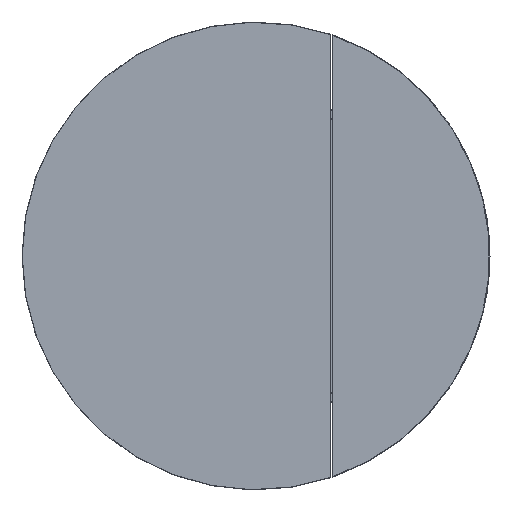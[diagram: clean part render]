
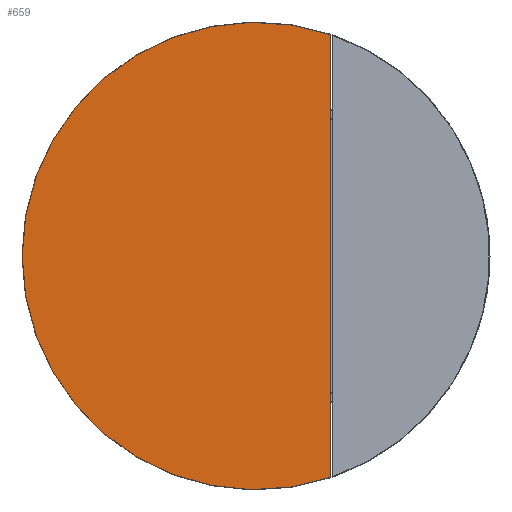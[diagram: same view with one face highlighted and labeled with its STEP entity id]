
A CAD part, top view. The second image highlights one B-rep face of the part: STEP entity #659.
In plain terms, the highlighted planar face has unit normal (0, 0, 1).
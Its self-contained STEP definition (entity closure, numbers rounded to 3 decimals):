
#10 = VERTEX_POINT ( 'NONE', #1198 ) ;
#21 = DIRECTION ( 'NONE',  ( 0., 0., 1. ) ) ;
#49 = PLANE ( 'NONE',  #1026 ) ;
#81 = ORIENTED_EDGE ( 'NONE', *, *, #1023, .T. ) ;
#265 = EDGE_CURVE ( 'NONE', #693, #634, #1035, .T. ) ;
#340 = EDGE_CURVE ( 'NONE', #10, #693, #1127, .T. ) ;
#341 = DIRECTION ( 'NONE',  ( 0., 0., 1. ) ) ;
#419 = DIRECTION ( 'NONE',  ( 1., 0., 0. ) ) ;
#634 = VERTEX_POINT ( 'NONE', #767 ) ;
#659 = ADVANCED_FACE ( 'NONE', ( #1031 ), #49, .T. ) ;
#693 = VERTEX_POINT ( 'NONE', #975 ) ;
#708 = DIRECTION ( 'NONE',  ( 1., 0., 0. ) ) ;
#767 = CARTESIAN_POINT ( 'NONE',  ( -109.5, 250., 150. ) ) ;
#780 = CARTESIAN_POINT ( 'NONE',  ( 290., 250., 150. ) ) ;
#785 = DIRECTION ( 'NONE',  ( 0., 1., 0. ) ) ;
#937 = CIRCLE ( 'NONE', #963, 399.5 ) ;
#947 = DIRECTION ( 'NONE',  ( 1., 0., 0. ) ) ;
#963 = AXIS2_PLACEMENT_3D ( 'NONE', #1680, #21, #947 ) ;
#975 = CARTESIAN_POINT ( 'NONE',  ( 417.5, 628.608, 150. ) ) ;
#1023 = EDGE_CURVE ( 'NONE', #634, #10, #937, .T. ) ;
#1026 = AXIS2_PLACEMENT_3D ( 'NONE', #780, #2313, #419 ) ;
#1031 = FACE_OUTER_BOUND ( 'NONE', #1729, .T. ) ;
#1035 = CIRCLE ( 'NONE', #1606, 399.5 ) ;
#1127 = LINE ( 'NONE', #1560, #1762 ) ;
#1198 = CARTESIAN_POINT ( 'NONE',  ( 417.5, -128.608, 150. ) ) ;
#1363 = ORIENTED_EDGE ( 'NONE', *, *, #340, .T. ) ;
#1463 = CARTESIAN_POINT ( 'NONE',  ( 290., 250., 150. ) ) ;
#1560 = CARTESIAN_POINT ( 'NONE',  ( 417.5, 628.967, 150. ) ) ;
#1606 = AXIS2_PLACEMENT_3D ( 'NONE', #1463, #341, #708 ) ;
#1680 = CARTESIAN_POINT ( 'NONE',  ( 290., 250., 150. ) ) ;
#1729 = EDGE_LOOP ( 'NONE', ( #2091, #81, #1363 ) ) ;
#1762 = VECTOR ( 'NONE', #785, 1000. ) ;
#2091 = ORIENTED_EDGE ( 'NONE', *, *, #265, .T. ) ;
#2313 = DIRECTION ( 'NONE',  ( 0., 0., 1. ) ) ;
